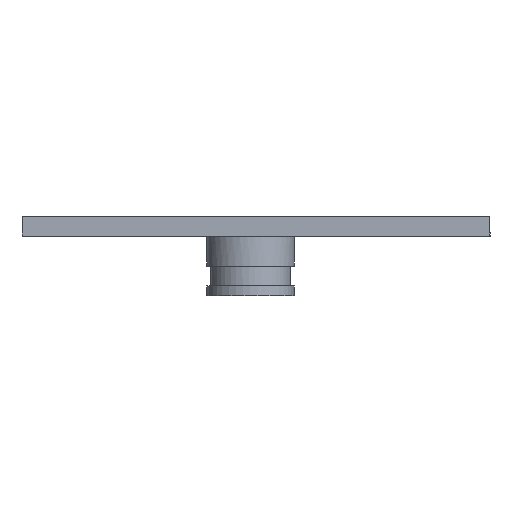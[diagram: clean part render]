
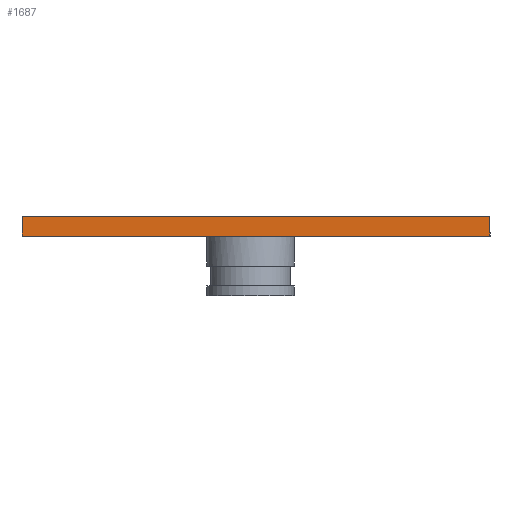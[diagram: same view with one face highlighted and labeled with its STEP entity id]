
A CAD part, left-side view. The second image highlights one B-rep face of the part: STEP entity #1687.
In plain terms, the highlighted planar face has unit normal (-1, 0, 0).
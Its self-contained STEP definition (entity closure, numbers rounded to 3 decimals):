
#73 = VERTEX_POINT ( 'NONE', #1258 ) ;
#107 = LINE ( 'NONE', #1536, #1301 ) ;
#250 = DIRECTION ( 'NONE',  ( 0., -1., 0. ) ) ;
#266 = PLANE ( 'NONE',  #1082 ) ;
#356 = VERTEX_POINT ( 'NONE', #1672 ) ;
#406 = ORIENTED_EDGE ( 'NONE', *, *, #1160, .T. ) ;
#469 = EDGE_CURVE ( 'NONE', #1690, #356, #107, .T. ) ;
#644 = LINE ( 'NONE', #1643, #1597 ) ;
#665 = FACE_OUTER_BOUND ( 'NONE', #904, .T. ) ;
#686 = DIRECTION ( 'NONE',  ( 0., 0., -1. ) ) ;
#771 = VERTEX_POINT ( 'NONE', #1198 ) ;
#785 = LINE ( 'NONE', #1134, #938 ) ;
#815 = DIRECTION ( 'NONE',  ( 0., -1., 0. ) ) ;
#904 = EDGE_LOOP ( 'NONE', ( #406, #1378, #1512, #1832 ) ) ;
#938 = VECTOR ( 'NONE', #686, 1000. ) ;
#955 = CARTESIAN_POINT ( 'NONE',  ( 0., 0., 3. ) ) ;
#1082 = AXIS2_PLACEMENT_3D ( 'NONE', #1563, #1818, #1686 ) ;
#1134 = CARTESIAN_POINT ( 'NONE',  ( 0., 70.64, 3. ) ) ;
#1160 = EDGE_CURVE ( 'NONE', #73, #356, #1216, .T. ) ;
#1198 = CARTESIAN_POINT ( 'NONE',  ( 0., 70.64, 3. ) ) ;
#1199 = EDGE_CURVE ( 'NONE', #771, #73, #785, .T. ) ;
#1216 = LINE ( 'NONE', #1831, #1525 ) ;
#1250 = EDGE_CURVE ( 'NONE', #771, #1690, #644, .T. ) ;
#1258 = CARTESIAN_POINT ( 'NONE',  ( 0., 70.64, 0. ) ) ;
#1301 = VECTOR ( 'NONE', #1720, 1000. ) ;
#1378 = ORIENTED_EDGE ( 'NONE', *, *, #469, .F. ) ;
#1512 = ORIENTED_EDGE ( 'NONE', *, *, #1250, .F. ) ;
#1525 = VECTOR ( 'NONE', #250, 1000. ) ;
#1536 = CARTESIAN_POINT ( 'NONE',  ( 0., 0., 3. ) ) ;
#1563 = CARTESIAN_POINT ( 'NONE',  ( 0., 0., 3. ) ) ;
#1597 = VECTOR ( 'NONE', #815, 1000. ) ;
#1643 = CARTESIAN_POINT ( 'NONE',  ( 0., 0., 3. ) ) ;
#1672 = CARTESIAN_POINT ( 'NONE',  ( 0., 0., 0. ) ) ;
#1686 = DIRECTION ( 'NONE',  ( 0., 1., 0. ) ) ;
#1687 = ADVANCED_FACE ( 'NONE', ( #665 ), #266, .F. ) ;
#1690 = VERTEX_POINT ( 'NONE', #955 ) ;
#1720 = DIRECTION ( 'NONE',  ( 0., 0., -1. ) ) ;
#1818 = DIRECTION ( 'NONE',  ( 1., 0., 0. ) ) ;
#1831 = CARTESIAN_POINT ( 'NONE',  ( 0., 0., 0. ) ) ;
#1832 = ORIENTED_EDGE ( 'NONE', *, *, #1199, .T. ) ;
